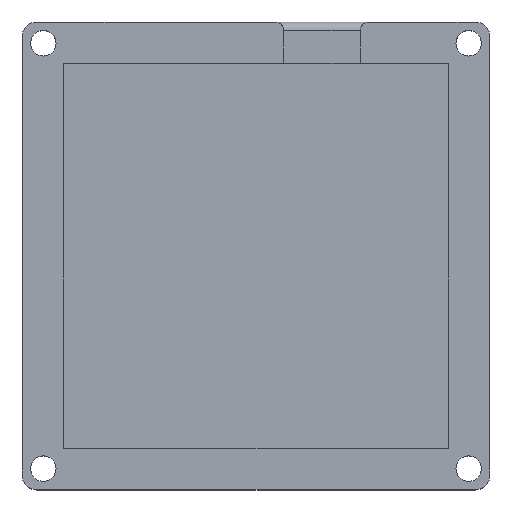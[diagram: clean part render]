
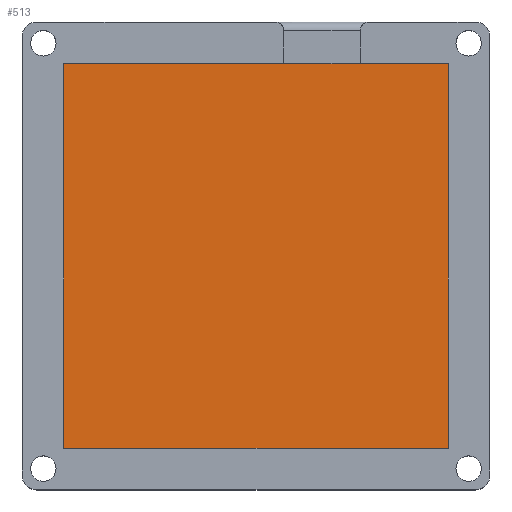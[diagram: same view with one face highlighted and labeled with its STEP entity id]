
A CAD part, top view. The second image highlights one B-rep face of the part: STEP entity #513.
In plain terms, the highlighted planar face has unit normal (0, 0, 1).
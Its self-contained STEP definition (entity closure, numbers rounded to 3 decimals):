
#74=FACE_OUTER_BOUND('',#105,.T.);
#105=EDGE_LOOP('',(#439,#440,#441,#442,#443,#444));
#116=LINE('',#720,#167);
#133=LINE('',#775,#184);
#138=LINE('',#784,#189);
#140=LINE('',#788,#191);
#144=LINE('',#795,#195);
#146=LINE('',#798,#197);
#167=VECTOR('',#573,10.);
#184=VECTOR('',#614,10.);
#189=VECTOR('',#623,10.);
#191=VECTOR('',#627,10.);
#195=VECTOR('',#635,10.);
#197=VECTOR('',#639,10.);
#218=VERTEX_POINT('',#718);
#219=VERTEX_POINT('',#719);
#244=VERTEX_POINT('',#772);
#245=VERTEX_POINT('',#774);
#248=VERTEX_POINT('',#787);
#249=VERTEX_POINT('',#794);
#264=EDGE_CURVE('',#218,#219,#116,.T.);
#291=EDGE_CURVE('',#245,#244,#133,.T.);
#296=EDGE_CURVE('',#244,#218,#138,.T.);
#298=EDGE_CURVE('',#248,#245,#140,.T.);
#302=EDGE_CURVE('',#219,#249,#144,.T.);
#304=EDGE_CURVE('',#249,#248,#146,.T.);
#439=ORIENTED_EDGE('',*,*,#296,.T.);
#440=ORIENTED_EDGE('',*,*,#264,.T.);
#441=ORIENTED_EDGE('',*,*,#302,.T.);
#442=ORIENTED_EDGE('',*,*,#304,.T.);
#443=ORIENTED_EDGE('',*,*,#298,.T.);
#444=ORIENTED_EDGE('',*,*,#291,.T.);
#490=PLANE('',#558);
#513=ADVANCED_FACE('',(#74),#490,.T.);
#558=AXIS2_PLACEMENT_3D('',#841,#689,#690);
#573=DIRECTION('',(0.,-1.,0.));
#614=DIRECTION('',(-1.,0.,0.));
#623=DIRECTION('',(-1.,0.,0.));
#627=DIRECTION('',(-1.,0.,0.));
#635=DIRECTION('',(1.,0.,0.));
#639=DIRECTION('',(0.,1.,0.));
#689=DIRECTION('center_axis',(0.,0.,1.));
#690=DIRECTION('ref_axis',(1.,0.,0.));
#718=CARTESIAN_POINT('',(109.25,-34.75,10.));
#719=CARTESIAN_POINT('',(109.25,-125.25,10.));
#720=CARTESIAN_POINT('',(109.25,-125.,10.));
#772=CARTESIAN_POINT('',(161.001,-34.75,10.));
#774=CARTESIAN_POINT('',(179.,-34.75,10.));
#775=CARTESIAN_POINT('',(157.75,-34.75,10.));
#784=CARTESIAN_POINT('',(109.5,-34.75,10.));
#787=CARTESIAN_POINT('',(199.75,-34.75,10.));
#788=CARTESIAN_POINT('',(199.5,-34.75,10.));
#794=CARTESIAN_POINT('',(199.75,-125.25,10.));
#795=CARTESIAN_POINT('',(199.5,-125.25,10.));
#798=CARTESIAN_POINT('',(199.75,-35.,10.));
#841=CARTESIAN_POINT('Origin',(154.5,-80.,10.));
